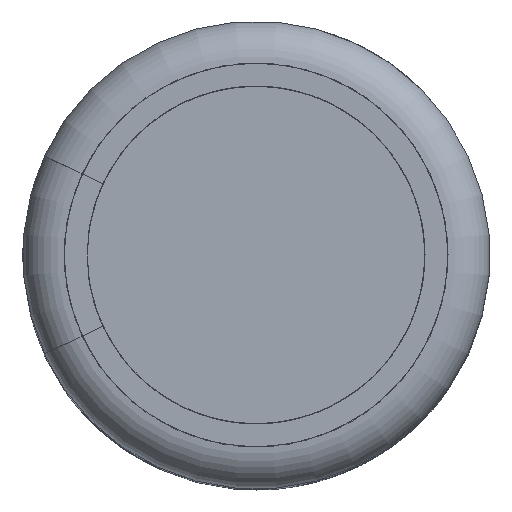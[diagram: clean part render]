
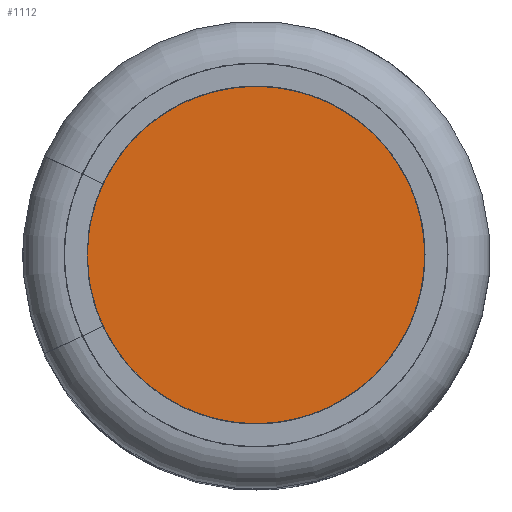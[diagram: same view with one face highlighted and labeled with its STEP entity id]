
A CAD part, top view. The second image highlights one B-rep face of the part: STEP entity #1112.
In plain terms, the highlighted planar face has unit normal (0, 0, 1).
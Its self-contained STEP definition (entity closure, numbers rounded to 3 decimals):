
#1112 = ADVANCED_FACE( '', ( #2470 ), #2471, .T. );
#2470 = FACE_OUTER_BOUND( '', #6506, .T. );
#2471 = PLANE( '', #6507 );
#6506 = EDGE_LOOP( '', ( #11415 ) );
#6507 = AXIS2_PLACEMENT_3D( '', #11416, #11417, #11418 );
#11415 = ORIENTED_EDGE( '', *, *, #13560, .F. );
#11416 = CARTESIAN_POINT( '', ( -2.585, 0., 10.78 ) );
#11417 = DIRECTION( '', ( 0., 0., 1. ) );
#11418 = DIRECTION( '', ( 1., 0., 0. ) );
#13560 = EDGE_CURVE( '', #15454, #15454, #15455, .T. );
#15454 = VERTEX_POINT( '', #18776 );
#15455 = CIRCLE( '', #18777, 2.585 );
#18776 = CARTESIAN_POINT( '', ( -2.585, 0., 10.78 ) );
#18777 = AXIS2_PLACEMENT_3D( '', #24215, #24216, #24217 );
#24215 = CARTESIAN_POINT( '', ( 0., 0., 10.78 ) );
#24216 = DIRECTION( '', ( 0., 0., -1. ) );
#24217 = DIRECTION( '', ( -1., 0., 0. ) );
